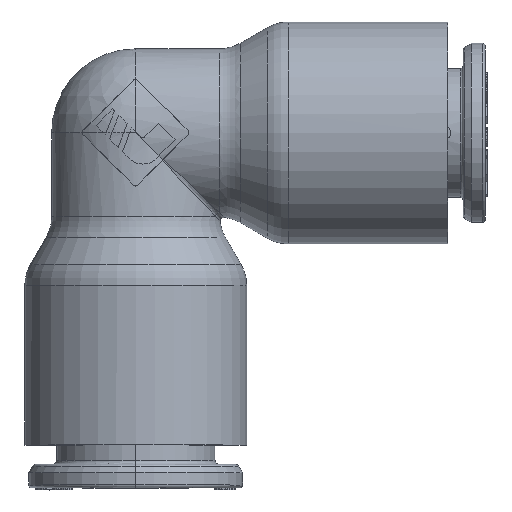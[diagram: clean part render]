
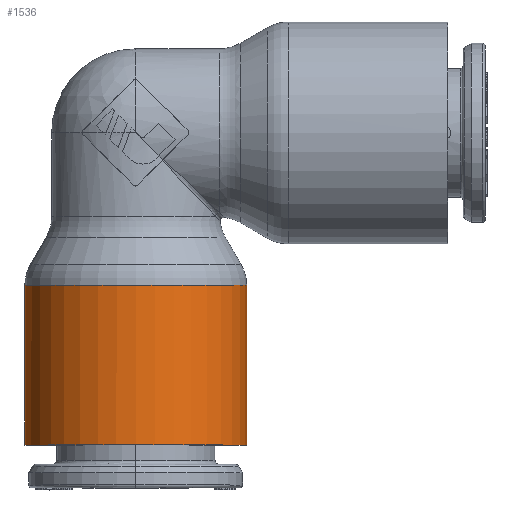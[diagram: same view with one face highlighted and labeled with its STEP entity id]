
A CAD part, top view. The second image highlights one B-rep face of the part: STEP entity #1536.
In plain terms, the highlighted cylindrical face has radius 8.05 mm (diameter 16.1 mm), a partial arc.
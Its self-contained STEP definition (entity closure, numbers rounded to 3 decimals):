
#1536=ADVANCED_FACE('',(#4254),#4255,.T.);
#4254=FACE_OUTER_BOUND('',#11219,.T.);
#4255=CYLINDRICAL_SURFACE('',#11220,8.05);
#11219=EDGE_LOOP('',(#21627,#21628,#21629,#21630));
#11220=AXIS2_PLACEMENT_3D('',#21631,#21632,#21633);
#21627=ORIENTED_EDGE('',*,*,#25363,.T.);
#21628=ORIENTED_EDGE('',*,*,#25359,.T.);
#21629=ORIENTED_EDGE('',*,*,#25362,.F.);
#21630=ORIENTED_EDGE('',*,*,#25368,.T.);
#21631=CARTESIAN_POINT('',(0.0,-24.088,0.0));
#21632=DIRECTION('',(0.0,-1.0,0.0));
#21633=DIRECTION('',(1.0,0.0,0.0));
#25359=EDGE_CURVE('',#30966,#30967,#30968,.T.);
#25362=EDGE_CURVE('',#30971,#30967,#30972,.T.);
#25363=EDGE_CURVE('',#30973,#30966,#30974,.T.);
#25368=EDGE_CURVE('',#30971,#30973,#30981,.T.);
#30966=VERTEX_POINT('',#41872);
#30967=VERTEX_POINT('',#41873);
#30968=CIRCLE('',#41874,8.05);
#30971=VERTEX_POINT('',#41877);
#30972=LINE('',#41878,#41879);
#30973=VERTEX_POINT('',#41880);
#30974=LINE('',#41881,#41882);
#30981=CIRCLE('',#41889,8.05);
#41872=CARTESIAN_POINT('',(-8.05,-22.65,0.0));
#41873=CARTESIAN_POINT('',(8.05,-22.65,0.0));
#41874=AXIS2_PLACEMENT_3D('',#46616,#46617,#46618);
#41877=CARTESIAN_POINT('',(8.05,-11.054,-0.003));
#41878=CARTESIAN_POINT('',(8.05,-11.054,0.0));
#41879=VECTOR('',#46625,11.596);
#41880=CARTESIAN_POINT('',(-8.05,-11.054,0.003));
#41881=CARTESIAN_POINT('',(-8.05,-11.054,0.0));
#41882=VECTOR('',#46626,11.596);
#41889=AXIS2_PLACEMENT_3D('',#46639,#46640,#46641);
#46616=CARTESIAN_POINT('',(0.0,-22.65,0.0));
#46617=DIRECTION('',(0.0,1.0,0.0));
#46618=DIRECTION('',(-1.0,0.0,0.0));
#46625=DIRECTION('',(0.0,-1.0,0.0));
#46626=DIRECTION('',(0.0,-1.0,0.0));
#46639=CARTESIAN_POINT('',(0.0,-11.054,0.0));
#46640=DIRECTION('',(0.0,-1.0,0.0));
#46641=DIRECTION('',(1.0,0.0,0.0));
